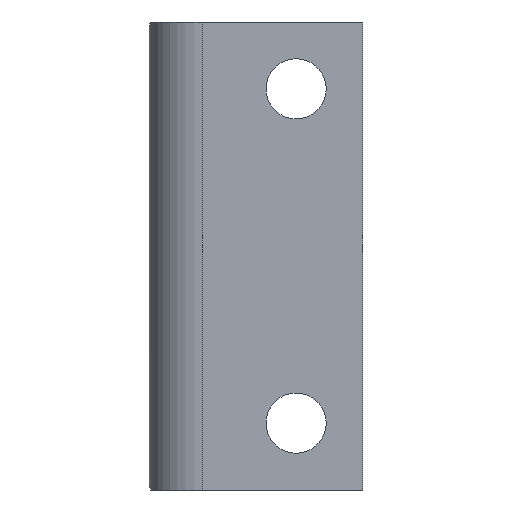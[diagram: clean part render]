
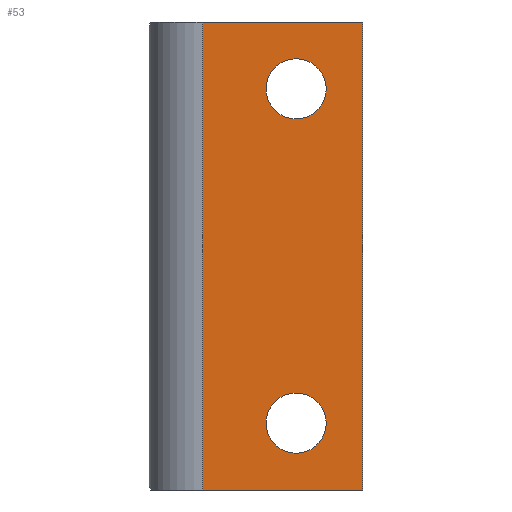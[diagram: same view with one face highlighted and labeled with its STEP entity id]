
A CAD part, front view. The second image highlights one B-rep face of the part: STEP entity #53.
In plain terms, the highlighted planar face has unit normal (0, -1, 0).
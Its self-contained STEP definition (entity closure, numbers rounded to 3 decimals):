
#53 = ADVANCED_FACE( '', ( #110, #111, #112 ), #113, .F. );
#110 = FACE_BOUND( '', #171, .T. );
#111 = FACE_BOUND( '', #172, .T. );
#112 = FACE_OUTER_BOUND( '', #173, .T. );
#113 = PLANE( '', #174 );
#171 = EDGE_LOOP( '', ( #261 ) );
#172 = EDGE_LOOP( '', ( #262 ) );
#173 = EDGE_LOOP( '', ( #263, #264, #265, #266 ) );
#174 = AXIS2_PLACEMENT_3D( '', #267, #268, #269 );
#261 = ORIENTED_EDGE( '', *, *, #360, .T. );
#262 = ORIENTED_EDGE( '', *, *, #338, .T. );
#263 = ORIENTED_EDGE( '', *, *, #361, .T. );
#264 = ORIENTED_EDGE( '', *, *, #362, .F. );
#265 = ORIENTED_EDGE( '', *, *, #363, .F. );
#266 = ORIENTED_EDGE( '', *, *, #334, .T. );
#267 = CARTESIAN_POINT( '', ( 4., -16., 17.5 ) );
#268 = DIRECTION( '', ( 0., 1., 0. ) );
#269 = DIRECTION( '', ( 0., 0., 1. ) );
#334 = EDGE_CURVE( '', #388, #386, #389, .T. );
#338 = EDGE_CURVE( '', #394, #394, #395, .T. );
#360 = EDGE_CURVE( '', #427, #427, #428, .T. );
#361 = EDGE_CURVE( '', #386, #429, #430, .T. );
#362 = EDGE_CURVE( '', #431, #429, #432, .T. );
#363 = EDGE_CURVE( '', #388, #431, #433, .T. );
#386 = VERTEX_POINT( '', #460 );
#388 = VERTEX_POINT( '', #462 );
#389 = LINE( '', #463, #464 );
#394 = VERTEX_POINT( '', #469 );
#395 = CIRCLE( '', #470, 2.25 );
#427 = VERTEX_POINT( '', #511 );
#428 = CIRCLE( '', #512, 2.25 );
#429 = VERTEX_POINT( '', #513 );
#430 = LINE( '', #514, #515 );
#431 = VERTEX_POINT( '', #516 );
#432 = LINE( '', #517, #518 );
#433 = LINE( '', #519, #520 );
#460 = CARTESIAN_POINT( '', ( 4., -16., -17.5 ) );
#462 = CARTESIAN_POINT( '', ( 4., -16., 17.5 ) );
#463 = CARTESIAN_POINT( '', ( 4., -16., 17.5 ) );
#464 = VECTOR( '', #554, 1000. );
#469 = CARTESIAN_POINT( '', ( 13.25, -16., 12.5 ) );
#470 = AXIS2_PLACEMENT_3D( '', #561, #562, #563 );
#511 = CARTESIAN_POINT( '', ( 13.25, -16., -12.5 ) );
#512 = AXIS2_PLACEMENT_3D( '', #591, #592, #593 );
#513 = CARTESIAN_POINT( '', ( 16., -16., -17.5 ) );
#514 = CARTESIAN_POINT( '', ( 4., -16., -17.5 ) );
#515 = VECTOR( '', #594, 1000. );
#516 = CARTESIAN_POINT( '', ( 16., -16., 17.5 ) );
#517 = CARTESIAN_POINT( '', ( 16., -16., 17.5 ) );
#518 = VECTOR( '', #595, 1000. );
#519 = CARTESIAN_POINT( '', ( 4., -16., 17.5 ) );
#520 = VECTOR( '', #596, 1000. );
#554 = DIRECTION( '', ( 0., 0., -1. ) );
#561 = CARTESIAN_POINT( '', ( 11., -16., 12.5 ) );
#562 = DIRECTION( '', ( 0., 1., 0. ) );
#563 = DIRECTION( '', ( 1., 0., 0. ) );
#591 = CARTESIAN_POINT( '', ( 11., -16., -12.5 ) );
#592 = DIRECTION( '', ( 0., 1., 0. ) );
#593 = DIRECTION( '', ( 1., 0., 0. ) );
#594 = DIRECTION( '', ( 1., 0., 0. ) );
#595 = DIRECTION( '', ( 0., 0., -1. ) );
#596 = DIRECTION( '', ( 1., 0., 0. ) );
